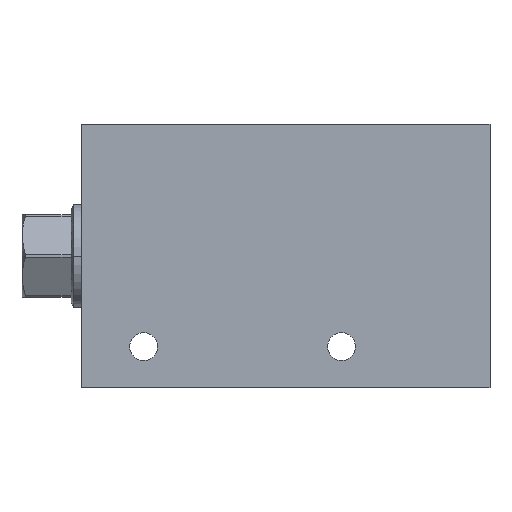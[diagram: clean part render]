
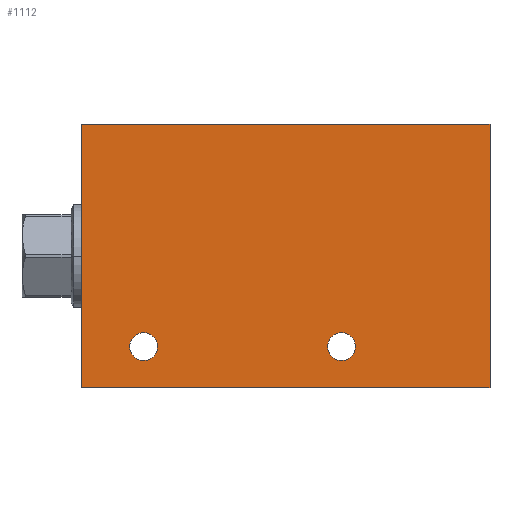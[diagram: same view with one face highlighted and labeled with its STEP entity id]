
A CAD part, front view. The second image highlights one B-rep face of the part: STEP entity #1112.
In plain terms, the highlighted planar face has unit normal (0, -1, 0).
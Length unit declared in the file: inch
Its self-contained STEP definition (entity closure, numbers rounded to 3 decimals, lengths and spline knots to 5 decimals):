
#5=DIRECTION('',(1.,0.,0.));
#6=VECTOR('',#5,6.188);
#7=CARTESIAN_POINT('',(0.,-2.25,0.));
#8=LINE('',#7,#6);
#65=DIRECTION('',(0.,0.,1.));
#66=VECTOR('',#65,4.);
#67=CARTESIAN_POINT('',(6.188,-2.25,0.));
#68=LINE('',#67,#66);
#69=DIRECTION('',(0.,0.,1.));
#70=VECTOR('',#69,4.);
#71=CARTESIAN_POINT('',(0.,-2.25,0.));
#72=LINE('',#71,#70);
#73=CARTESIAN_POINT('',(3.938,-2.25,0.625));
#74=DIRECTION('',(0.,1.,0.));
#75=DIRECTION('',(0.,0.,-1.));
#76=AXIS2_PLACEMENT_3D('',#73,#74,#75);
#78=CARTESIAN_POINT('',(3.938,-2.25,0.625));
#79=DIRECTION('',(0.,1.,0.));
#80=DIRECTION('',(0.,0.,1.));
#81=AXIS2_PLACEMENT_3D('',#78,#79,#80);
#83=CARTESIAN_POINT('',(0.938,-2.25,0.625));
#84=DIRECTION('',(0.,1.,0.));
#85=DIRECTION('',(0.,0.,-1.));
#86=AXIS2_PLACEMENT_3D('',#83,#84,#85);
#88=CARTESIAN_POINT('',(0.938,-2.25,0.625));
#89=DIRECTION('',(0.,1.,0.));
#90=DIRECTION('',(0.,0.,1.));
#91=AXIS2_PLACEMENT_3D('',#88,#89,#90);
#105=DIRECTION('',(1.,0.,0.));
#106=VECTOR('',#105,6.188);
#107=CARTESIAN_POINT('',(0.,-2.25,4.));
#108=LINE('',#107,#106);
#826=CARTESIAN_POINT('',(0.,-2.25,0.));
#828=VERTEX_POINT('',#826);
#829=CARTESIAN_POINT('',(6.188,-2.25,0.));
#830=VERTEX_POINT('',#829);
#834=CARTESIAN_POINT('',(0.,-2.25,4.));
#836=VERTEX_POINT('',#834);
#837=CARTESIAN_POINT('',(6.188,-2.25,4.));
#838=VERTEX_POINT('',#837);
#887=CARTESIAN_POINT('',(3.938,-2.25,0.414));
#888=CARTESIAN_POINT('',(3.938,-2.25,0.836));
#889=VERTEX_POINT('',#887);
#890=VERTEX_POINT('',#888);
#895=CARTESIAN_POINT('',(0.938,-2.25,0.414));
#896=CARTESIAN_POINT('',(0.938,-2.25,0.836));
#897=VERTEX_POINT('',#895);
#898=VERTEX_POINT('',#896);
#1088=CARTESIAN_POINT('',(0.,-2.25,0.));
#1089=DIRECTION('',(0.,-1.,0.));
#1090=DIRECTION('',(1.,0.,0.));
#1091=AXIS2_PLACEMENT_3D('',#1088,#1089,#1090);
#1092=PLANE('',#1091);
#1093=ORIENTED_EDGE('',*,*,#1012,.F.);
#1094=ORIENTED_EDGE('',*,*,#1037,.T.);
#1096=ORIENTED_EDGE('',*,*,#1095,.T.);
#1097=ORIENTED_EDGE('',*,*,#1080,.F.);
#1098=EDGE_LOOP('',(#1093,#1094,#1096,#1097));
#1099=FACE_OUTER_BOUND('',#1098,.F.);
#1101=ORIENTED_EDGE('',*,*,#1100,.F.);
#1103=ORIENTED_EDGE('',*,*,#1102,.F.);
#1104=EDGE_LOOP('',(#1101,#1103));
#1105=FACE_BOUND('',#1104,.F.);
#1107=ORIENTED_EDGE('',*,*,#1106,.F.);
#1109=ORIENTED_EDGE('',*,*,#1108,.F.);
#1110=EDGE_LOOP('',(#1107,#1109));
#1111=FACE_BOUND('',#1110,.F.);
#1112=ADVANCED_FACE('',(#1099,#1105,#1111),#1092,.T.);
#77=CIRCLE('',#76,0.211);
#82=CIRCLE('',#81,0.211);
#87=CIRCLE('',#86,0.211);
#92=CIRCLE('',#91,0.211);
#1012=EDGE_CURVE('',#828,#830,#8,.T.);
#1037=EDGE_CURVE('',#828,#836,#72,.T.);
#1080=EDGE_CURVE('',#830,#838,#68,.T.);
#1095=EDGE_CURVE('',#836,#838,#108,.T.);
#1100=EDGE_CURVE('',#889,#890,#77,.T.);
#1102=EDGE_CURVE('',#890,#889,#82,.T.);
#1106=EDGE_CURVE('',#897,#898,#87,.T.);
#1108=EDGE_CURVE('',#898,#897,#92,.T.);
